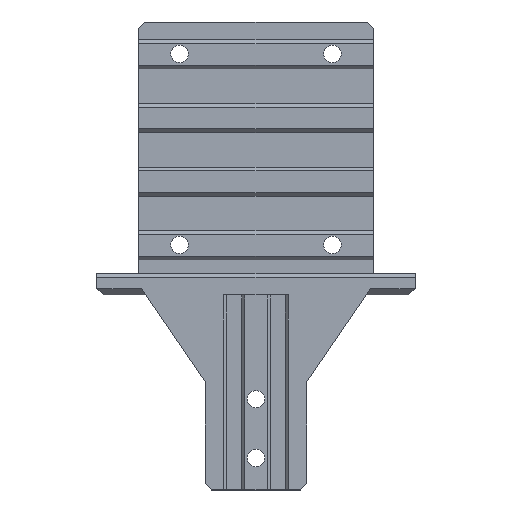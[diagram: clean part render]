
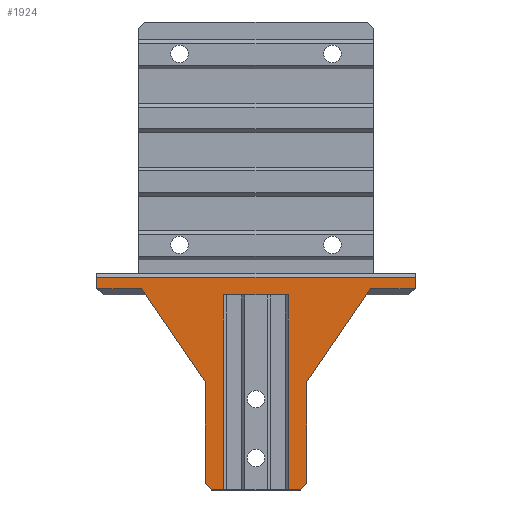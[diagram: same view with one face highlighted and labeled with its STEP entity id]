
A CAD part, top view. The second image highlights one B-rep face of the part: STEP entity #1924.
In plain terms, the highlighted planar face has unit normal (0, 0, 1).
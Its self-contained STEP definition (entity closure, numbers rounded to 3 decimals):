
#162=FACE_OUTER_BOUND('',#280,.T.);
#280=EDGE_LOOP('',(#1504,#1505,#1506,#1507,#1508,#1509,#1510,#1511,#1512,
#1513,#1514,#1515,#1516,#1517,#1518,#1519));
#388=LINE('',#2728,#609);
#392=LINE('',#2736,#613);
#402=LINE('',#2757,#623);
#416=LINE('',#2782,#637);
#423=LINE('',#2794,#644);
#497=LINE('',#2943,#718);
#499=LINE('',#2947,#720);
#505=LINE('',#2970,#726);
#510=LINE('',#2979,#731);
#518=LINE('',#3001,#739);
#529=LINE('',#3023,#750);
#532=LINE('',#3030,#753);
#538=LINE('',#3042,#759);
#539=LINE('',#3043,#760);
#540=LINE('',#3045,#761);
#541=LINE('',#3046,#762);
#609=VECTOR('',#2180,10.);
#613=VECTOR('',#2184,10.);
#623=VECTOR('',#2196,10.);
#637=VECTOR('',#2214,10.);
#644=VECTOR('',#2231,10.);
#718=VECTOR('',#2337,10.);
#720=VECTOR('',#2341,10.);
#726=VECTOR('',#2365,10.);
#731=VECTOR('',#2372,10.);
#739=VECTOR('',#2390,10.);
#750=VECTOR('',#2411,10.);
#753=VECTOR('',#2418,10.);
#759=VECTOR('',#2426,10.);
#760=VECTOR('',#2427,10.);
#761=VECTOR('',#2428,10.);
#762=VECTOR('',#2429,10.);
#830=VERTEX_POINT('',#2725);
#831=VERTEX_POINT('',#2727);
#834=VERTEX_POINT('',#2733);
#835=VERTEX_POINT('',#2735);
#844=VERTEX_POINT('',#2754);
#845=VERTEX_POINT('',#2756);
#913=VERTEX_POINT('',#2942);
#914=VERTEX_POINT('',#2946);
#921=VERTEX_POINT('',#2967);
#922=VERTEX_POINT('',#2969);
#933=VERTEX_POINT('',#2996);
#934=VERTEX_POINT('',#3000);
#940=VERTEX_POINT('',#3018);
#942=VERTEX_POINT('',#3029);
#947=VERTEX_POINT('',#3041);
#948=VERTEX_POINT('',#3044);
#1004=EDGE_CURVE('',#831,#830,#388,.T.);
#1008=EDGE_CURVE('',#834,#835,#392,.T.);
#1018=EDGE_CURVE('',#845,#844,#402,.T.);
#1032=EDGE_CURVE('',#835,#844,#416,.T.);
#1039=EDGE_CURVE('',#845,#830,#423,.T.);
#1113=EDGE_CURVE('',#913,#834,#497,.T.);
#1115=EDGE_CURVE('',#831,#914,#499,.T.);
#1127=EDGE_CURVE('',#922,#921,#505,.T.);
#1132=EDGE_CURVE('',#921,#914,#510,.T.);
#1142=EDGE_CURVE('',#933,#934,#518,.T.);
#1154=EDGE_CURVE('',#922,#940,#529,.T.);
#1157=EDGE_CURVE('',#942,#940,#532,.T.);
#1163=EDGE_CURVE('',#913,#947,#538,.T.);
#1164=EDGE_CURVE('',#947,#934,#539,.T.);
#1165=EDGE_CURVE('',#933,#948,#540,.T.);
#1166=EDGE_CURVE('',#948,#942,#541,.T.);
#1504=ORIENTED_EDGE('',*,*,#1113,.F.);
#1505=ORIENTED_EDGE('',*,*,#1163,.T.);
#1506=ORIENTED_EDGE('',*,*,#1164,.T.);
#1507=ORIENTED_EDGE('',*,*,#1142,.F.);
#1508=ORIENTED_EDGE('',*,*,#1165,.T.);
#1509=ORIENTED_EDGE('',*,*,#1166,.T.);
#1510=ORIENTED_EDGE('',*,*,#1157,.T.);
#1511=ORIENTED_EDGE('',*,*,#1154,.F.);
#1512=ORIENTED_EDGE('',*,*,#1127,.T.);
#1513=ORIENTED_EDGE('',*,*,#1132,.T.);
#1514=ORIENTED_EDGE('',*,*,#1115,.F.);
#1515=ORIENTED_EDGE('',*,*,#1004,.T.);
#1516=ORIENTED_EDGE('',*,*,#1039,.F.);
#1517=ORIENTED_EDGE('',*,*,#1018,.T.);
#1518=ORIENTED_EDGE('',*,*,#1032,.F.);
#1519=ORIENTED_EDGE('',*,*,#1008,.F.);
#1839=PLANE('',#2056);
#1924=ADVANCED_FACE('',(#162),#1839,.T.);
#2056=AXIS2_PLACEMENT_3D('',#3040,#2424,#2425);
#2180=DIRECTION('',(1.,0.,0.));
#2184=DIRECTION('',(-1.,0.,0.));
#2196=DIRECTION('',(1.,0.,0.));
#2214=DIRECTION('',(0.,1.,0.));
#2231=DIRECTION('',(0.,-1.,0.));
#2337=DIRECTION('',(-0.707,-0.707,0.));
#2341=DIRECTION('',(-0.707,0.707,0.));
#2365=DIRECTION('',(0.565,-0.825,0.));
#2372=DIRECTION('',(0.,-1.,0.));
#2390=DIRECTION('',(-1.,0.,0.));
#2411=DIRECTION('',(-1.,0.,0.));
#2418=DIRECTION('',(0.,-1.,0.));
#2424=DIRECTION('center_axis',(0.,0.,1.));
#2425=DIRECTION('ref_axis',(1.,0.,0.));
#2426=DIRECTION('',(0.,1.,0.));
#2427=DIRECTION('',(0.565,0.825,0.));
#2428=DIRECTION('',(0.,1.,0.));
#2429=DIRECTION('',(-1.,0.,0.));
#2725=CARTESIAN_POINT('',(-10.2,-73.5,25.6));
#2727=CARTESIAN_POINT('',(-14.,-73.5,25.6));
#2728=CARTESIAN_POINT('',(16.,-73.5,25.6));
#2733=CARTESIAN_POINT('',(14.,-73.5,25.6));
#2735=CARTESIAN_POINT('',(10.2,-73.5,25.6));
#2736=CARTESIAN_POINT('',(10.25,-73.5,25.6));
#2754=CARTESIAN_POINT('',(10.2,-12.25,25.6));
#2756=CARTESIAN_POINT('',(-10.2,-12.25,25.6));
#2757=CARTESIAN_POINT('',(10.25,-12.25,25.6));
#2782=CARTESIAN_POINT('',(10.2,-73.5,25.6));
#2794=CARTESIAN_POINT('',(-10.2,-12.25,25.6));
#2942=CARTESIAN_POINT('',(16.,-71.5,25.6));
#2943=CARTESIAN_POINT('',(19.344,-68.156,25.6));
#2946=CARTESIAN_POINT('',(-16.,-71.5,25.6));
#2947=CARTESIAN_POINT('',(-19.344,-68.156,25.6));
#2967=CARTESIAN_POINT('',(-16.,-39.5,25.6));
#2969=CARTESIAN_POINT('',(-36.019,-10.25,25.6));
#2970=CARTESIAN_POINT('',(-16.,-39.5,25.6));
#2979=CARTESIAN_POINT('',(-16.,-73.5,25.6));
#2996=CARTESIAN_POINT('',(50.,-10.25,25.6));
#3000=CARTESIAN_POINT('',(36.019,-10.25,25.6));
#3001=CARTESIAN_POINT('',(17.325,-10.25,25.6));
#3018=CARTESIAN_POINT('',(-50.,-10.25,25.6));
#3023=CARTESIAN_POINT('',(-25.,-10.25,25.6));
#3029=CARTESIAN_POINT('',(-50.,-6.75,25.6));
#3030=CARTESIAN_POINT('',(-50.,-6.75,25.6));
#3040=CARTESIAN_POINT('Origin',(0.,-40.125,25.6));
#3041=CARTESIAN_POINT('',(16.,-39.5,25.6));
#3042=CARTESIAN_POINT('',(16.,-73.5,25.6));
#3043=CARTESIAN_POINT('',(16.,-39.5,25.6));
#3044=CARTESIAN_POINT('',(50.,-6.75,25.6));
#3045=CARTESIAN_POINT('',(50.,-12.25,25.6));
#3046=CARTESIAN_POINT('',(50.,-6.75,25.6));
